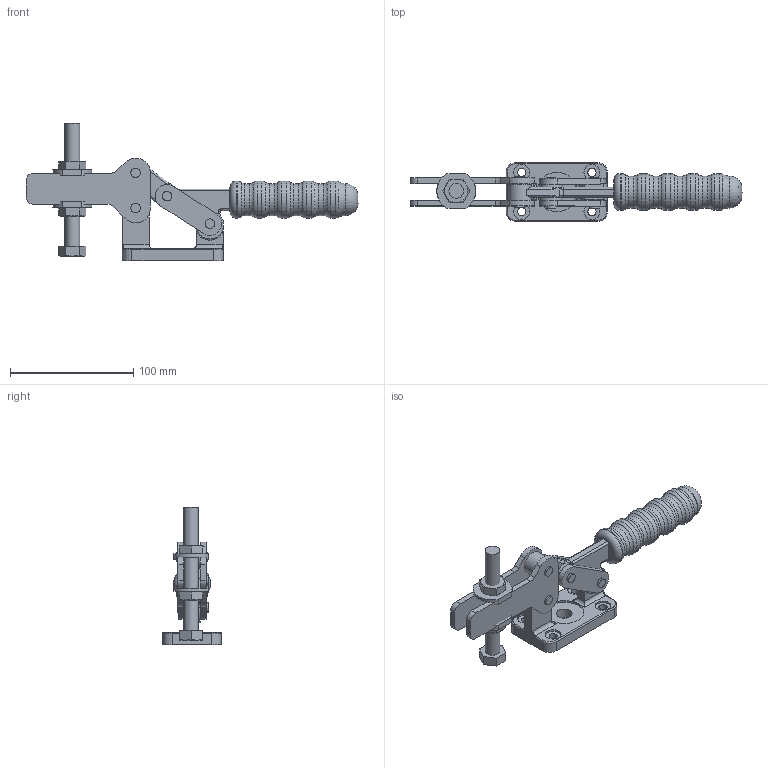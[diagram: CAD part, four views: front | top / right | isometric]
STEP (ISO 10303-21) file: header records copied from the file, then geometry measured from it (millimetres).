
FILE_DESCRIPTION(/* description */ ('Alibre Inc.'),/* implementation_level */ '2;1');
FILE_NAME(/* name */ 'export0',/* time_stamp */ '2012-02-17T12:18:12+01:00',/* author */ (''),/* organization */ (''),/* preprocessor_version */ 'ST-DEVELOPER v12',/* originating_system */ 'Alibre',/* authorisation */ '');
FILE_SCHEMA (('ALIBRE_SCHEMA','CONFIG_CONTROL_DESIGN'));
Length unit declared in the file: millimetre
Products named in the file (1): ID_1
Bounding box: 269.6 x 48 x 111.8 mm (x, y, z)
Volume: 187330.7 mm3; surface area: 76794.8 mm2
Topology: 16 solids, 16 shells, 292 faces, 695 edges, 443 vertices
Faces by surface type: plane 119, cylinder 107, torus 42, cone 20, bspline 4
Full cylindrical faces by diameter (mm): 6.6 x4, 7.67 x4, 7.78 x8, 7.79 x4, 8 x1, 10.2 x2, 12 x1, 12.7 x2, 12.9 x1, 13 x4, 19 x2, 26 x5, 30 x5, 32 x1
Entity records: 18163 total; most frequent: CARTESIAN_POINT 5112, ORIENTED_EDGE 2428, DIRECTION 2293, EDGE_CURVE 1214, AXIS2_PLACEMENT_3D 1049, VERTEX_POINT 842, EDGE_LOOP 820, FACE_BOUND 820
